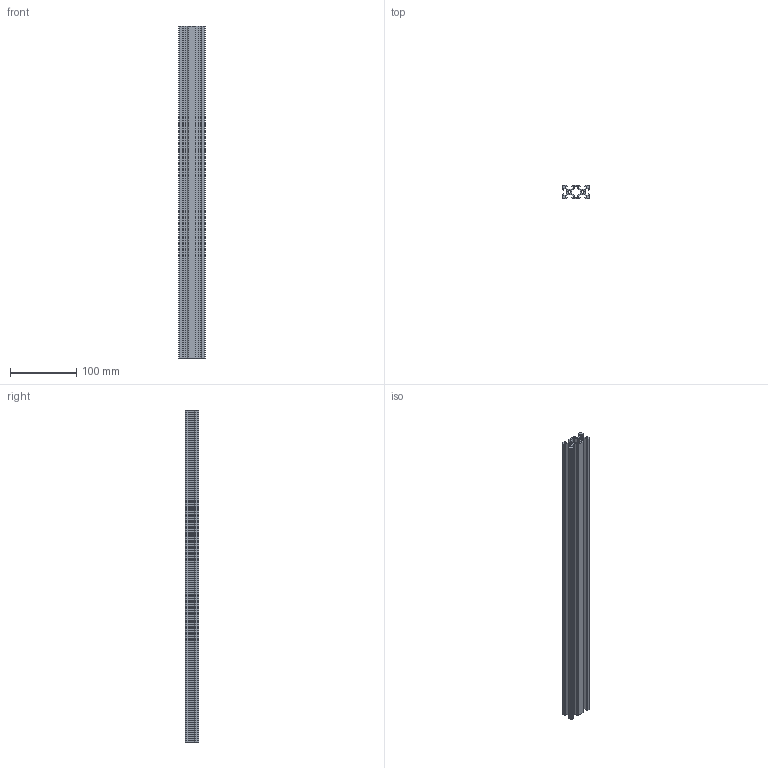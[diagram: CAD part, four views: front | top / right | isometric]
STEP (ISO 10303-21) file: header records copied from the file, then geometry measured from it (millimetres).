
FILE_DESCRIPTION(/* description */ (''),/* implementation_level */ '2;1');
FILE_NAME(/* name */ 'BOAL-20x40-V-Slot-Extrusion.step',/* time_stamp */ '2019-11-26T20:37:42+00:00',/* author */ (''),/* organization */ (''),/* preprocessor_version */ 'ST-DEVELOPER v18',/* originating_system */ 'Autodesk Translation Framework v8.12.0.6',/* authorisation */ '');
FILE_SCHEMA (('AUTOMOTIVE_DESIGN { 1 0 10303 214 3 1 1 }'));
Length unit declared in the file: millimetre
Products named in the file (1): BOAL-20x40-V-Slot-Extrusion
Bounding box: 40 x 20 x 500 mm (x, y, z)
Volume: 149973.9 mm3; surface area: 149093 mm2
Topology: 1 solids, 1 shells, 272 faces, 810 edges, 540 vertices
Faces by surface type: plane 254, cylinder 18
Full cylindrical faces by diameter (mm): 4.2 x2
Entity records: 9015 total; most frequent: CARTESIAN_POINT 1623, ORIENTED_EDGE 1620, DIRECTION 1392, EDGE_CURVE 810, LINE 774, VECTOR 774, VERTEX_POINT 540, AXIS2_PLACEMENT_3D 309
